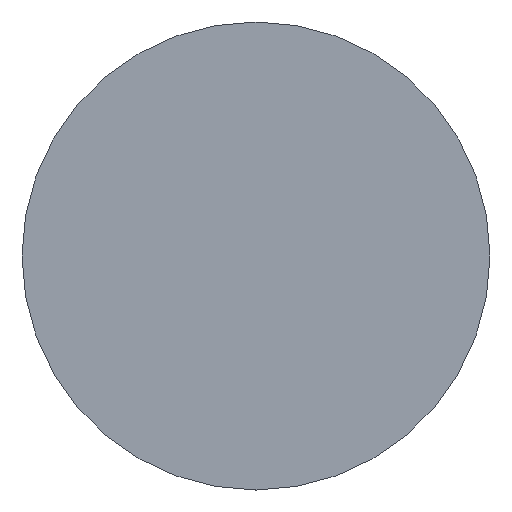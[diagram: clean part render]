
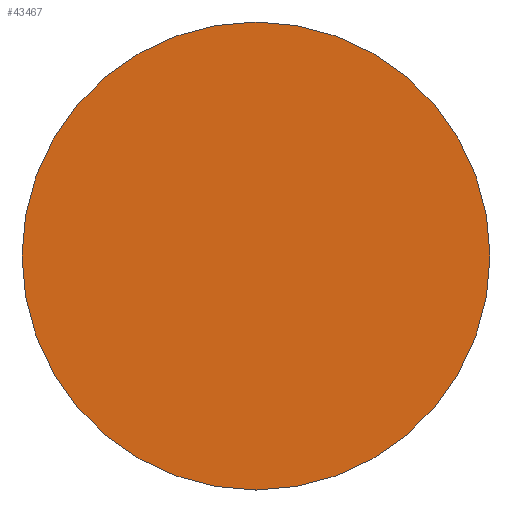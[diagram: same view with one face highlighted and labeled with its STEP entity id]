
A CAD part, front view. The second image highlights one B-rep face of the part: STEP entity #43467.
In plain terms, the highlighted planar face has unit normal (0, -1, 0).
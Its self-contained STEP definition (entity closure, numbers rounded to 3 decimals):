
#12298=PLANE('',#46911);
#14679=FACE_OUTER_BOUND('',#17026,.T.);
#17026=EDGE_LOOP('',(#41266));
#17819=CIRCLE('',#46909,11.5);
#22088=VERTEX_POINT('',#73751);
#28481=EDGE_CURVE('',#22088,#22088,#17819,.T.);
#41266=ORIENTED_EDGE('',*,*,#28481,.T.);
#43467=ADVANCED_FACE('',(#14679),#12298,.T.);
#46909=AXIS2_PLACEMENT_3D('',#73752,#58287,#58288);
#46911=AXIS2_PLACEMENT_3D('',#73755,#58291,#58292);
#58287=DIRECTION('center_axis',(0.,-1.,0.));
#58288=DIRECTION('ref_axis',(1.,0.,0.));
#58291=DIRECTION('center_axis',(0.,-1.,0.));
#58292=DIRECTION('ref_axis',(1.,0.,0.));
#73751=CARTESIAN_POINT('',(-68.665,23.793,11.779));
#73752=CARTESIAN_POINT('Origin',(-57.165,23.793,11.779));
#73755=CARTESIAN_POINT('Origin',(-57.165,23.793,11.779));
